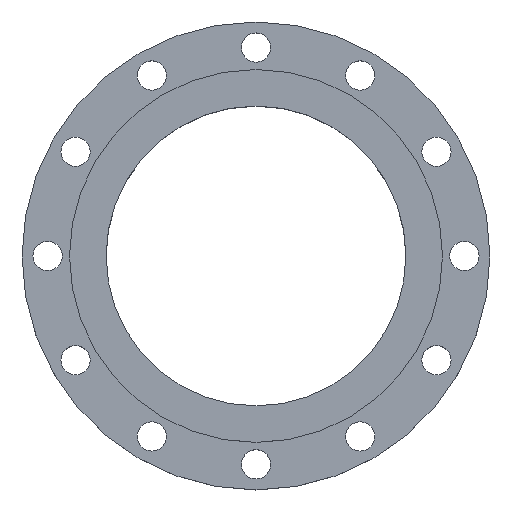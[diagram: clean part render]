
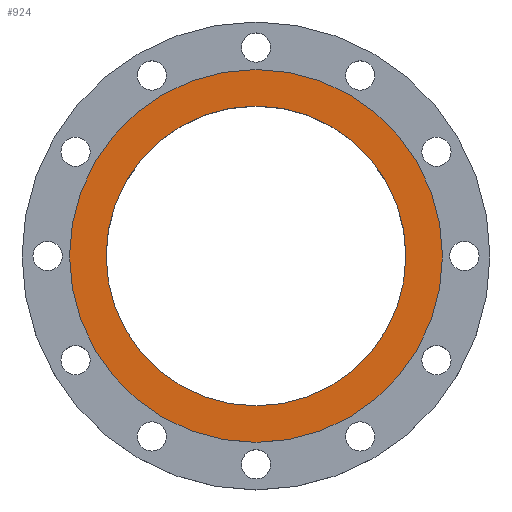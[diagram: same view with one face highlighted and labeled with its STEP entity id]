
A CAD part, top view. The second image highlights one B-rep face of the part: STEP entity #924.
In plain terms, the highlighted planar face has unit normal (0, 0, 1).
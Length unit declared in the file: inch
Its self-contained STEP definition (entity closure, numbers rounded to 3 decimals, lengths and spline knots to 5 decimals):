
#2 = CARTESIAN_POINT ( 'NONE',  ( 0., 0., 0. ) ) ;
#47 = CARTESIAN_POINT ( 'NONE',  ( -6.375, 0., 0. ) ) ;
#78 = ORIENTED_EDGE ( 'NONE', *, *, #158, .F. ) ;
#82 = CARTESIAN_POINT ( 'NONE',  ( 0., 5.125, 0. ) ) ;
#158 = EDGE_CURVE ( 'NONE', #180, #990, #397, .T. ) ;
#170 = AXIS2_PLACEMENT_3D ( 'NONE', #359, #245, #1148 ) ;
#180 = VERTEX_POINT ( 'NONE', #314 ) ;
#205 = CIRCLE ( 'NONE', #1026, 6.375 ) ;
#209 = AXIS2_PLACEMENT_3D ( 'NONE', #82, #1427, #415 ) ;
#245 = DIRECTION ( 'NONE',  ( 0., 0., 1. ) ) ;
#297 = CARTESIAN_POINT ( 'NONE',  ( 0., 0., 0. ) ) ;
#304 = DIRECTION ( 'NONE',  ( 0., 0., 1. ) ) ;
#309 = ORIENTED_EDGE ( 'NONE', *, *, #369, .T. ) ;
#314 = CARTESIAN_POINT ( 'NONE',  ( -5.125, 0., 0. ) ) ;
#332 = CIRCLE ( 'NONE', #170, 5.125 ) ;
#337 = DIRECTION ( 'NONE',  ( 1., 0., 0. ) ) ;
#339 = CARTESIAN_POINT ( 'NONE',  ( 6.375, 0., 0. ) ) ;
#359 = CARTESIAN_POINT ( 'NONE',  ( 0., 0., 0. ) ) ;
#369 = EDGE_CURVE ( 'NONE', #737, #376, #205, .T. ) ;
#376 = VERTEX_POINT ( 'NONE', #47 ) ;
#387 = DIRECTION ( 'NONE',  ( 1., 0., 0. ) ) ;
#397 = CIRCLE ( 'NONE', #625, 5.125 ) ;
#415 = DIRECTION ( 'NONE',  ( -1., 0., 0. ) ) ;
#575 = EDGE_LOOP ( 'NONE', ( #1011, #78 ) ) ;
#606 = CIRCLE ( 'NONE', #867, 6.375 ) ;
#625 = AXIS2_PLACEMENT_3D ( 'NONE', #1222, #1344, #337 ) ;
#637 = DIRECTION ( 'NONE',  ( 1., 0., 0. ) ) ;
#695 = ORIENTED_EDGE ( 'NONE', *, *, #886, .T. ) ;
#724 = DIRECTION ( 'NONE',  ( 0., 0., 1. ) ) ;
#737 = VERTEX_POINT ( 'NONE', #339 ) ;
#806 = EDGE_LOOP ( 'NONE', ( #309, #695 ) ) ;
#867 = AXIS2_PLACEMENT_3D ( 'NONE', #297, #304, #637 ) ;
#874 = FACE_BOUND ( 'NONE', #575, .T. ) ;
#886 = EDGE_CURVE ( 'NONE', #376, #737, #606, .T. ) ;
#924 = ADVANCED_FACE ( 'NONE', ( #874, #1198 ), #1084, .F. ) ;
#990 = VERTEX_POINT ( 'NONE', #1123 ) ;
#1011 = ORIENTED_EDGE ( 'NONE', *, *, #1388, .F. ) ;
#1026 = AXIS2_PLACEMENT_3D ( 'NONE', #2, #724, #387 ) ;
#1084 = PLANE ( 'NONE',  #209 ) ;
#1123 = CARTESIAN_POINT ( 'NONE',  ( 5.125, 0., 0. ) ) ;
#1148 = DIRECTION ( 'NONE',  ( 1., 0., 0. ) ) ;
#1198 = FACE_OUTER_BOUND ( 'NONE', #806, .T. ) ;
#1222 = CARTESIAN_POINT ( 'NONE',  ( 0., 0., 0. ) ) ;
#1344 = DIRECTION ( 'NONE',  ( 0., 0., 1. ) ) ;
#1388 = EDGE_CURVE ( 'NONE', #990, #180, #332, .T. ) ;
#1427 = DIRECTION ( 'NONE',  ( 0., 0., -1. ) ) ;
